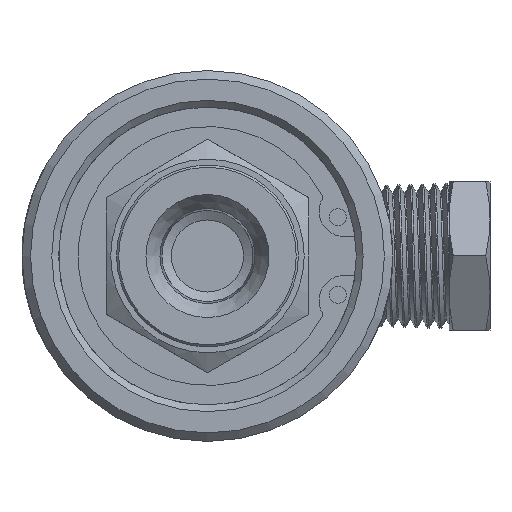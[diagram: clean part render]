
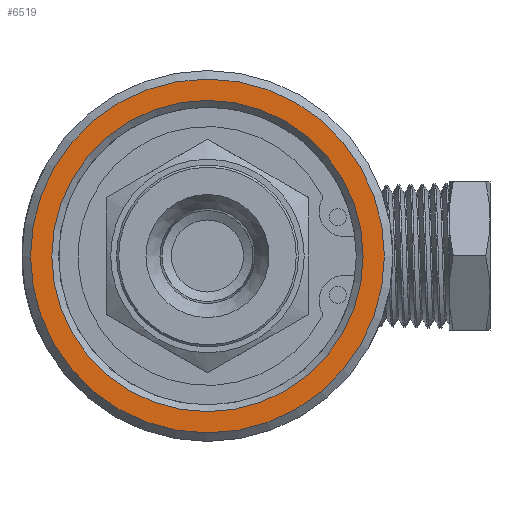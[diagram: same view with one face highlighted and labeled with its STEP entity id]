
A CAD part, left-side view. The second image highlights one B-rep face of the part: STEP entity #6519.
In plain terms, the highlighted planar face has unit normal (-1, 0, 0).
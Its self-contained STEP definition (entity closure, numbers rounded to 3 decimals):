
#262=FACE_BOUND('',#921,.T.);
#363=PLANE('',#6985);
#528=FACE_OUTER_BOUND('',#920,.T.);
#920=EDGE_LOOP('',(#4531));
#921=EDGE_LOOP('',(#4532));
#1354=CIRCLE('',#6984,18.34);
#1355=CIRCLE('',#6986,20.85);
#2705=VERTEX_POINT('',#11830);
#2706=VERTEX_POINT('',#11834);
#3423=EDGE_CURVE('',#2705,#2705,#1354,.T.);
#3424=EDGE_CURVE('',#2706,#2706,#1355,.T.);
#4531=ORIENTED_EDGE('',*,*,#3424,.F.);
#4532=ORIENTED_EDGE('',*,*,#3423,.F.);
#6519=ADVANCED_FACE('',(#528,#262),#363,.T.);
#6984=AXIS2_PLACEMENT_3D('',#11832,#7671,#7672);
#6985=AXIS2_PLACEMENT_3D('',#11833,#7673,#7674);
#6986=AXIS2_PLACEMENT_3D('',#11835,#7675,#7676);
#7671=DIRECTION('center_axis',(-1.,0.,0.));
#7672=DIRECTION('ref_axis',(0.,-1.,0.));
#7673=DIRECTION('center_axis',(-1.,0.,0.));
#7674=DIRECTION('ref_axis',(0.,0.,1.));
#7675=DIRECTION('center_axis',(1.,0.,0.));
#7676=DIRECTION('ref_axis',(0.,-1.,0.));
#11830=CARTESIAN_POINT('',(0.,18.34,0.));
#11832=CARTESIAN_POINT('Origin',(0.,0.,0.));
#11833=CARTESIAN_POINT('Origin',(0.,10.925,0.));
#11834=CARTESIAN_POINT('',(0.,20.85,0.));
#11835=CARTESIAN_POINT('Origin',(0.,0.,0.));
